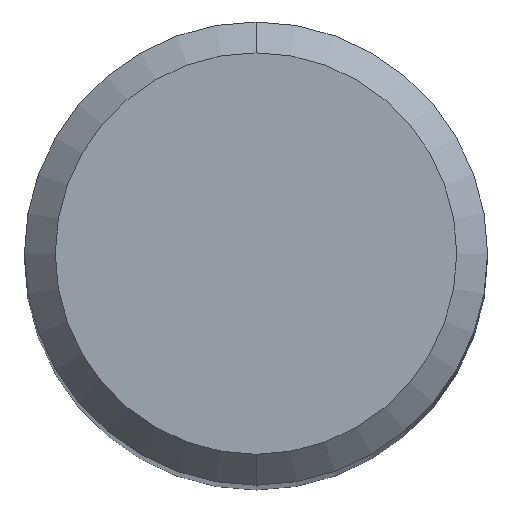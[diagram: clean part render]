
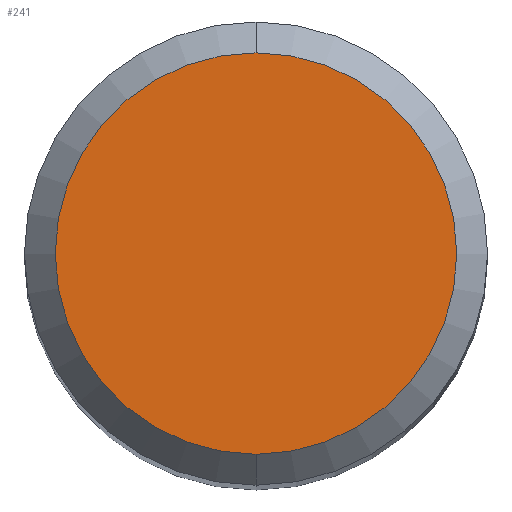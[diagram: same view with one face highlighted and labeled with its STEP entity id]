
A CAD part, top view. The second image highlights one B-rep face of the part: STEP entity #241.
In plain terms, the highlighted planar face has unit normal (0, 0, 1).
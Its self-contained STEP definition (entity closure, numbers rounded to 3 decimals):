
#231=EDGE_CURVE('',#375,#255,#531,.T.);
#241=ADVANCED_FACE('',(#541),#542,.T.);
#255=VERTEX_POINT('',#557);
#281=EDGE_CURVE('',#255,#375,#586,.T.);
#375=VERTEX_POINT('',#690);
#531=CIRCLE('',#905,2.6);
#541=FACE_OUTER_BOUND('',#945,.T.);
#542=PLANE('',#946);
#557=CARTESIAN_POINT('',(0.,-2.6,0.0));
#586=CIRCLE('',#1002,2.6);
#690=CARTESIAN_POINT('',(0.0,2.6,0.0));
#905=AXIS2_PLACEMENT_3D('',#1477,#1478,#1479);
#945=EDGE_LOOP('',(#1485,#1486));
#946=AXIS2_PLACEMENT_3D('',#1487,#1488,#1489);
#1002=AXIS2_PLACEMENT_3D('',#1540,#1541,#1542);
#1477=CARTESIAN_POINT('',(0.0,0.0,0.0));
#1478=DIRECTION('',(0.0,0.0,-1.0));
#1479=DIRECTION('',(0.0,1.0,0.0));
#1485=ORIENTED_EDGE('',*,*,#231,.F.);
#1486=ORIENTED_EDGE('',*,*,#281,.F.);
#1487=CARTESIAN_POINT('',(0.0,1.3,0.0));
#1488=DIRECTION('',(-0.0,0.0,1.0));
#1489=DIRECTION('',(0.0,-1.0,0.0));
#1540=CARTESIAN_POINT('',(0.0,0.0,0.0));
#1541=DIRECTION('',(0.0,0.0,-1.0));
#1542=DIRECTION('',(0.0,1.0,0.0));
